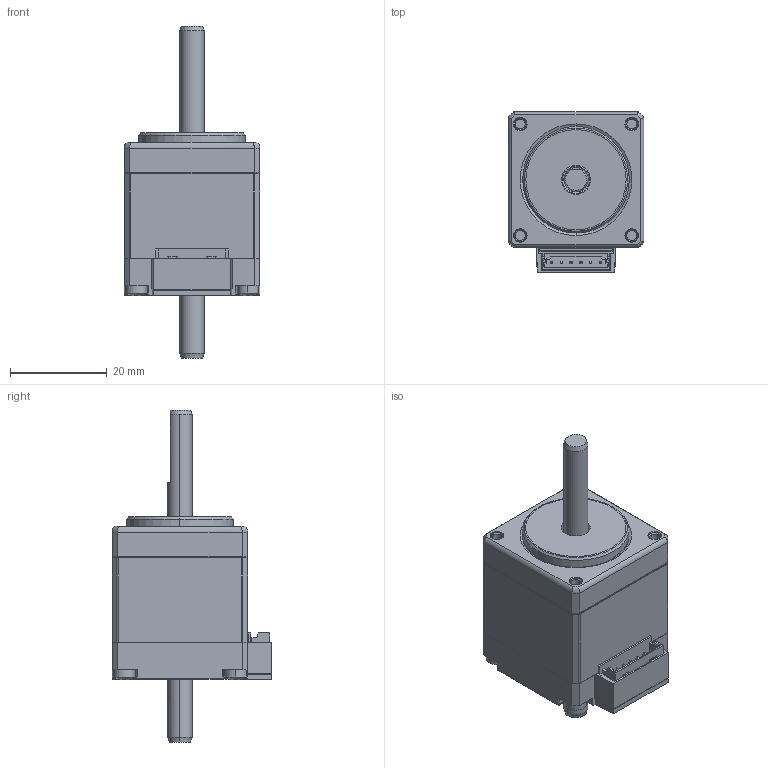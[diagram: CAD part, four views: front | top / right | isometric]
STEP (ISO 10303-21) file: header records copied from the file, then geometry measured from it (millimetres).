
FILE_DESCRIPTION((''),'2;1');
FILE_NAME('4611110027590_ASM','2024-04-17T10:05:18',('ms26442'),(''),'CREO PARAMETRIC BY PTC INC, 2018100','CREO PARAMETRIC BY PTC INC, 2018100','');
FILE_SCHEMA(('CONFIG_CONTROL_DESIGN'));
Products named in the file (26): 4613102100610; 3698153000385; 3698153000063; 4613104003564_ASM; 4713101000504; 4718405003471; 4713120011452_ASM; 4613103006470_ASM; 4219121301812; 4613106100435_AF0; 4332101104153_AF0; 4693220000524_AF0; 4613106100435_AF1; 4613107110489_ASM; 4333201500089; 4333201500016; 4331101000007; 4613108006962_ASM; 4294440200018_AF0; 3698154000029; 4219121302982; 4294404000247; 4294440100060; 4613153000593_ASM; 3219720000388; 4611110027590_ASM
Assembly tree (29 placements, depth 5):
  4611110027590_ASM
    4613153000593_ASM
      4613103006470_ASM
        4613104003564_ASM
          4613102100610
          3698153000385
          3698153000063
        4713120011452_ASM
          4713101000504
          4718405003471
      4219121301812
      4613108006962_ASM
        4613107110489_ASM
          4613106100435_AF0
          4332101104153_AF0
          4693220000524_AF0
          4613106100435_AF1
        4333201500089
        4333201500016
        4331101000007  x2
      4294440200018_AF0
      3698154000029
      4219121302982
      4294404000247  x4
      4294440100060
    3219720000388
Bounding box: 28 x 33 x 68.5 mm (x, y, z)
Volume: 19447.9 mm3; surface area: 30919.1 mm2
Topology: 26 solids, 40 shells, 2895 faces, 8032 edges, 5272 vertices
Faces by surface type: plane 1563, cylinder 1165, cone 79, torus 38, extrusion 24, sphere 22, bspline 4
Entity records: 90728 total; most frequent: CARTESIAN_POINT 16834, DIRECTION 15609, ORIENTED_EDGE 15392, EDGE_CURVE 7722, VECTOR 5215, AXIS2_PLACEMENT_3D 5197, LINE 5191, VERTEX_POINT 5074
